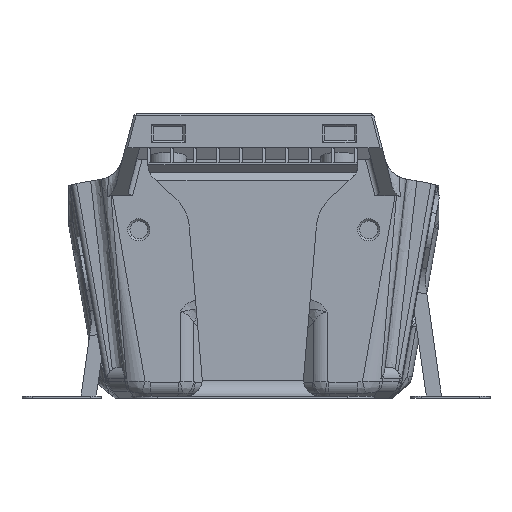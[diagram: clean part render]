
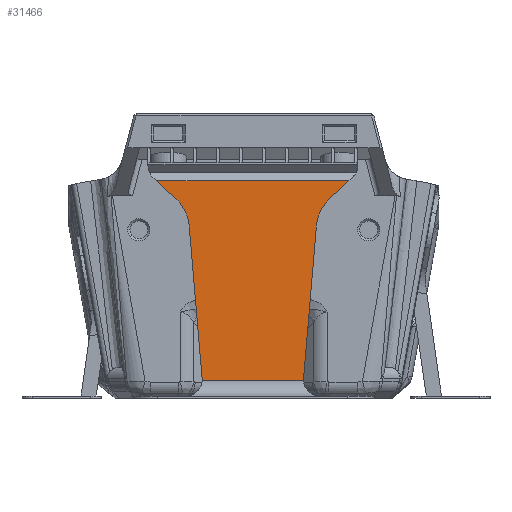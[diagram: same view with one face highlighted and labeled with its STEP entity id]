
A CAD part, front view. The second image highlights one B-rep face of the part: STEP entity #31466.
In plain terms, the highlighted planar face has unit normal (0, -1, 0).
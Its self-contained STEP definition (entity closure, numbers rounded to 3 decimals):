
#1944=CIRCLE('',#34204,3.);
#1945=CIRCLE('',#34205,3.);
#1946=CIRCLE('',#34206,8.);
#1947=CIRCLE('',#34207,8.);
#11379=ORIENTED_EDGE('',*,*,#16429,.T.);
#11380=ORIENTED_EDGE('',*,*,#16430,.T.);
#11381=ORIENTED_EDGE('',*,*,#16431,.T.);
#11382=ORIENTED_EDGE('',*,*,#16427,.F.);
#11383=ORIENTED_EDGE('',*,*,#16432,.T.);
#11384=ORIENTED_EDGE('',*,*,#16433,.T.);
#11385=ORIENTED_EDGE('',*,*,#16434,.F.);
#11386=ORIENTED_EDGE('',*,*,#16435,.F.);
#11387=ORIENTED_EDGE('',*,*,#16436,.T.);
#11388=ORIENTED_EDGE('',*,*,#16437,.T.);
#16427=EDGE_CURVE('',#19565,#19566,#22158,.T.);
#16429=EDGE_CURVE('',#19567,#19568,#1944,.T.);
#16430=EDGE_CURVE('',#19568,#19569,#22160,.F.);
#16431=EDGE_CURVE('',#19569,#19566,#1945,.T.);
#16432=EDGE_CURVE('',#19565,#19570,#1946,.T.);
#16433=EDGE_CURVE('',#19570,#19571,#22161,.T.);
#16434=EDGE_CURVE('',#19572,#19571,#22162,.T.);
#16435=EDGE_CURVE('',#19573,#19572,#22163,.T.);
#16436=EDGE_CURVE('',#19573,#19574,#1947,.T.);
#16437=EDGE_CURVE('',#19574,#19567,#22164,.T.);
#19565=VERTEX_POINT('',#59918);
#19566=VERTEX_POINT('',#59920);
#19567=VERTEX_POINT('',#59924);
#19568=VERTEX_POINT('',#59925);
#19569=VERTEX_POINT('',#59927);
#19570=VERTEX_POINT('',#59930);
#19571=VERTEX_POINT('',#59932);
#19572=VERTEX_POINT('',#59934);
#19573=VERTEX_POINT('',#59936);
#19574=VERTEX_POINT('',#59938);
#22158=LINE('',#59919,#24818);
#22160=LINE('',#59926,#24820);
#22161=LINE('',#59931,#24821);
#22162=LINE('',#59933,#24822);
#22163=LINE('',#59935,#24823);
#22164=LINE('',#59939,#24824);
#24818=VECTOR('',#41782,1000.);
#24820=VECTOR('',#41788,1000.);
#24821=VECTOR('',#41793,1000.);
#24822=VECTOR('',#41794,1000.);
#24823=VECTOR('',#41795,1000.);
#24824=VECTOR('',#41798,1000.);
#26889=EDGE_LOOP('',(#11379,#11380,#11381,#11382,#11383,#11384,#11385,#11386,
#11387,#11388));
#28783=FACE_BOUND('',#26889,.T.);
#29741=PLANE('',#34203);
#31466=ADVANCED_FACE('',(#28783),#29741,.F.);
#34203=AXIS2_PLACEMENT_3D('',#59922,#41784,#41785);
#34204=AXIS2_PLACEMENT_3D('',#59923,#41786,#41787);
#34205=AXIS2_PLACEMENT_3D('',#59928,#41789,#41790);
#34206=AXIS2_PLACEMENT_3D('',#59929,#41791,#41792);
#34207=AXIS2_PLACEMENT_3D('',#59937,#41796,#41797);
#41782=DIRECTION('',(-0.084,0.,-0.996));
#41784=DIRECTION('',(0.,1.,0.));
#41785=DIRECTION('',(0.,0.,1.));
#41786=DIRECTION('',(0.,1.,0.));
#41787=DIRECTION('',(0.,0.,1.));
#41788=DIRECTION('',(-1.,0.,0.));
#41789=DIRECTION('',(0.,1.,0.));
#41790=DIRECTION('',(0.,0.,1.));
#41791=DIRECTION('',(0.,1.,0.));
#41792=DIRECTION('',(0.,0.,1.));
#41793=DIRECTION('',(0.731,0.,0.682));
#41794=DIRECTION('',(1.,0.,0.));
#41795=DIRECTION('',(-0.731,0.,0.682));
#41796=DIRECTION('',(0.,1.,0.));
#41797=DIRECTION('',(0.,0.,1.));
#41798=DIRECTION('',(0.084,0.,-0.996));
#59918=CARTESIAN_POINT('',(11.856,-32.314,32.579));
#59919=CARTESIAN_POINT('',(36.482,-32.314,324.724));
#59920=CARTESIAN_POINT('',(9.418,-32.314,3.652));
#59922=CARTESIAN_POINT('',(0.,-32.314,327.8));
#59923=CARTESIAN_POINT('',(-12.767,-32.314,3.4));
#59924=CARTESIAN_POINT('',(-9.777,-32.314,3.652));
#59925=CARTESIAN_POINT('',(-9.767,-32.314,3.4));
#59926=CARTESIAN_POINT('',(9.143,-32.314,3.4));
#59927=CARTESIAN_POINT('',(9.407,-32.314,3.4));
#59928=CARTESIAN_POINT('',(12.407,-32.314,3.4));
#59929=CARTESIAN_POINT('',(19.828,-32.314,31.907));
#59930=CARTESIAN_POINT('',(14.372,-32.314,37.757));
#59931=CARTESIAN_POINT('',(16.736,-32.314,39.963));
#59932=CARTESIAN_POINT('',(17.982,-32.314,41.124));
#59933=CARTESIAN_POINT('',(-65.369,-32.314,41.124));
#59934=CARTESIAN_POINT('',(-18.341,-32.314,41.124));
#59935=CARTESIAN_POINT('',(-17.096,-32.314,39.963));
#59936=CARTESIAN_POINT('',(-14.731,-32.314,37.757));
#59937=CARTESIAN_POINT('',(-20.187,-32.314,31.907));
#59938=CARTESIAN_POINT('',(-12.216,-32.314,32.579));
#59939=CARTESIAN_POINT('',(-36.839,-32.314,324.694));
